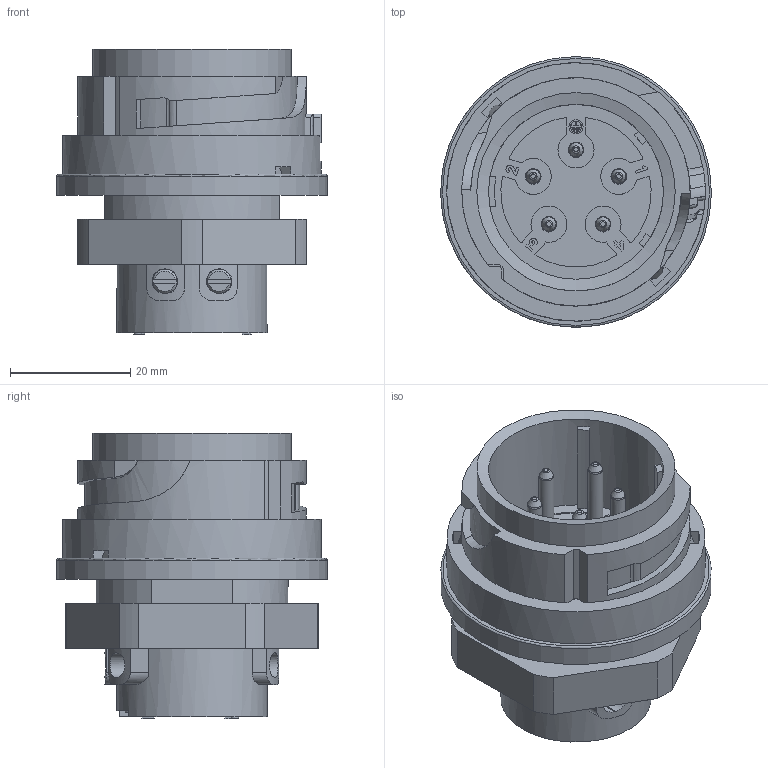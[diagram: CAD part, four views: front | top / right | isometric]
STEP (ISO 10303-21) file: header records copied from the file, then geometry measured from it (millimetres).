
FILE_DESCRIPTION(/* description */ (''),/* implementation_level */ '2;1');
FILE_NAME(/* name */ 'c016 20p004 801 2nxc001-01.stp',/* time_stamp */ '2019-07-08T09:52:38+02:00',/* author */ (''),/* organization */ (''),/* preprocessor_version */ 'ST-DEVELOPER v16.7',/* originating_system */ 'SIEMENS PLM Software NX 12.0',/* authorisation */ '');
FILE_SCHEMA (('AUTOMOTIVE_DESIGN { 1 0 10303 214 3 1 1 1 }'));
Length unit declared in the file: millimetre
Products named in the file (1): c016 20p004 801 2nxc001-01
Bounding box: 45 x 45 x 47.5 mm (x, y, z)
Volume: 33845.1 mm3; surface area: 16749.3 mm2
Topology: 1 solids, 1 shells, 583 faces, 1539 edges, 1010 vertices
Faces by surface type: plane 322, cylinder 186, cone 41, bspline 33, sphere 1
Full cylindrical faces by diameter (mm): 1.5 x1, 1.89 x2, 2 x1, 2.34 x2, 2.5 x5, 2.6 x5, 3 x4, 4 x10, 4.3 x5, 5 x1, 7 x5, 7.1 x5, 25 x1, 29.1 x1, 33 x1, 43 x1, 45 x1
Entity records: 20534 total; most frequent: CARTESIAN_POINT 6276, ORIENTED_EDGE 2804, DIRECTION 2704, EDGE_CURVE 1402, VERTEX_POINT 969, AXIS2_PLACEMENT_3D 967, LINE 770, VECTOR 770
